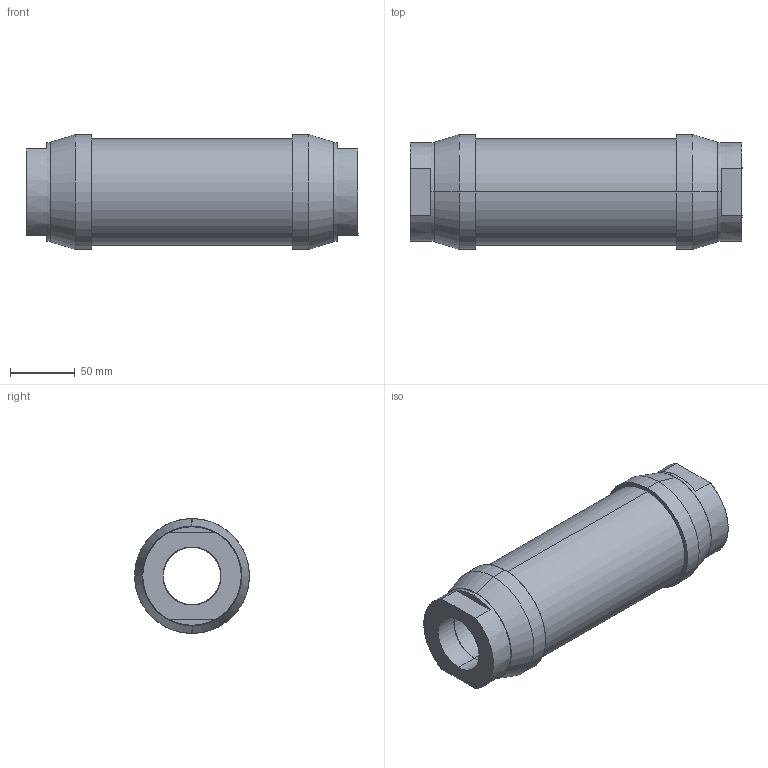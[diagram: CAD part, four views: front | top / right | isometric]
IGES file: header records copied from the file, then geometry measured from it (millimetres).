
Start section: SolidWorks IGES file using analytic representation for surfaces
Global section: file name: WPB5_SERIES.IGS; native system: SolidWorks 2017; preprocessor: SolidWorks 2017; author: caduser; date: 190708.102849; units: metre
Bounding box: 257.18 x 88.9 x 88.9 mm (x, y, z)
Surface area: 94284 mm2 (no closed solid volume)
Topology: 0 solids, 0 shells, 38 faces, 1120 edges, 1120 vertices
Faces by surface type: revolution 22, bspline 16
